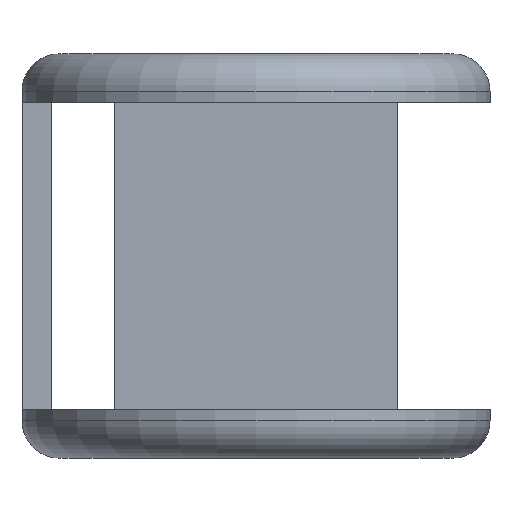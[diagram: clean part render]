
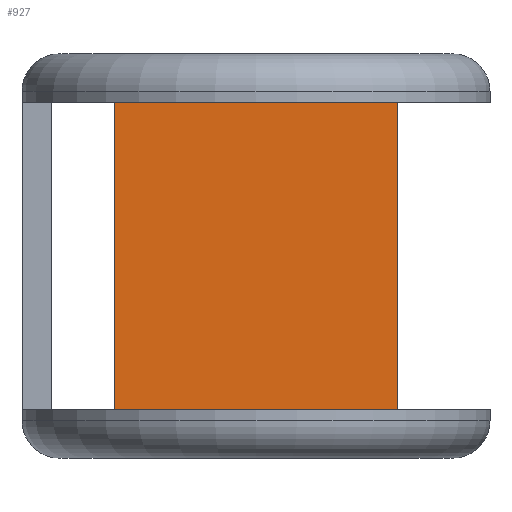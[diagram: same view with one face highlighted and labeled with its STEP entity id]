
A CAD part, front view. The second image highlights one B-rep face of the part: STEP entity #927.
In plain terms, the highlighted planar face has unit normal (0, -1, 0).
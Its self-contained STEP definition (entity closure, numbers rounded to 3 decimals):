
#184 = FACE_OUTER_BOUND ( 'NONE', #1155, .T. ) ;
#187 = VECTOR ( 'NONE', #757, 1000. ) ;
#221 = VERTEX_POINT ( 'NONE', #448 ) ;
#225 = DIRECTION ( 'NONE',  ( 0., 0., 1. ) ) ;
#304 = CARTESIAN_POINT ( 'NONE',  ( 10.034, 53.974, 10.8 ) ) ;
#316 = CARTESIAN_POINT ( 'NONE',  ( 2.466, 53.974, 9.5 ) ) ;
#332 = LINE ( 'NONE', #304, #602 ) ;
#344 = EDGE_CURVE ( 'NONE', #792, #443, #981, .T. ) ;
#390 = CARTESIAN_POINT ( 'NONE',  ( 0.8, 53.974, 9.5 ) ) ;
#420 = CARTESIAN_POINT ( 'NONE',  ( 10.034, 53.974, 1.3 ) ) ;
#443 = VERTEX_POINT ( 'NONE', #420 ) ;
#448 = CARTESIAN_POINT ( 'NONE',  ( 10.034, 53.974, 9.5 ) ) ;
#470 = EDGE_CURVE ( 'NONE', #221, #443, #332, .T. ) ;
#488 = LINE ( 'NONE', #542, #1258 ) ;
#489 = DIRECTION ( 'NONE',  ( 0., 0., -1. ) ) ;
#494 = VERTEX_POINT ( 'NONE', #316 ) ;
#508 = CARTESIAN_POINT ( 'NONE',  ( 0.8, 53.974, 1.3 ) ) ;
#509 = ORIENTED_EDGE ( 'NONE', *, *, #1259, .F. ) ;
#521 = LINE ( 'NONE', #390, #1284 ) ;
#524 = ORIENTED_EDGE ( 'NONE', *, *, #837, .F. ) ;
#542 = CARTESIAN_POINT ( 'NONE',  ( 2.466, 53.974, 10.8 ) ) ;
#546 = CARTESIAN_POINT ( 'NONE',  ( 0.8, 53.974, 1.3 ) ) ;
#588 = DIRECTION ( 'NONE',  ( 1., 0., 0. ) ) ;
#602 = VECTOR ( 'NONE', #489, 1000. ) ;
#611 = AXIS2_PLACEMENT_3D ( 'NONE', #508, #989, #1202 ) ;
#757 = DIRECTION ( 'NONE',  ( 1., 0., 0. ) ) ;
#792 = VERTEX_POINT ( 'NONE', #795 ) ;
#795 = CARTESIAN_POINT ( 'NONE',  ( 2.466, 53.974, 1.3 ) ) ;
#816 = PLANE ( 'NONE',  #611 ) ;
#837 = EDGE_CURVE ( 'NONE', #792, #494, #488, .T. ) ;
#927 = ADVANCED_FACE ( 'NONE', ( #184 ), #816, .F. ) ;
#938 = ORIENTED_EDGE ( 'NONE', *, *, #470, .F. ) ;
#949 = ORIENTED_EDGE ( 'NONE', *, *, #344, .T. ) ;
#981 = LINE ( 'NONE', #546, #187 ) ;
#989 = DIRECTION ( 'NONE',  ( 0., 1., 0. ) ) ;
#1155 = EDGE_LOOP ( 'NONE', ( #509, #524, #949, #938 ) ) ;
#1202 = DIRECTION ( 'NONE',  ( -1., 0., 0. ) ) ;
#1258 = VECTOR ( 'NONE', #225, 1000. ) ;
#1259 = EDGE_CURVE ( 'NONE', #494, #221, #521, .T. ) ;
#1284 = VECTOR ( 'NONE', #588, 1000. ) ;
